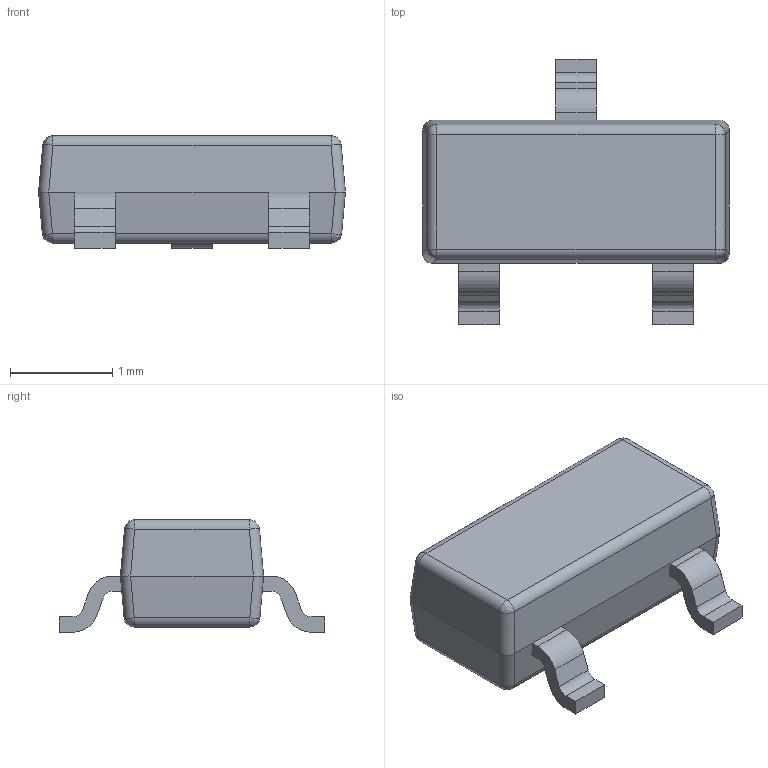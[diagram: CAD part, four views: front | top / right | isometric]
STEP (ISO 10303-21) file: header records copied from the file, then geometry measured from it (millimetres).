
FILE_DESCRIPTION (( 'STEP AP214' ), '1' );
FILE_NAME ('SOT23A.STEP', '2018-05-16T09:26:16', ( '' ), ( '' ), 'SwSTEP 2.0', 'SolidWorks 2017', '' );
FILE_SCHEMA (( 'AUTOMOTIVE_DESIGN' ));
Length unit declared in the file: inch
Products named in the file (1): SOT23A
Bounding box: 3 x 2.6 x 1.1 mm (x, y, z)
Volume: 4.4 mm3; surface area: 19.8 mm2
Topology: 4 solids, 4 shells, 76 faces, 180 edges, 104 vertices
Faces by surface type: plane 40, cylinder 28, bspline 8
Entity records: 2281 total; most frequent: CARTESIAN_POINT 541, ORIENTED_EDGE 344, DIRECTION 338, EDGE_CURVE 172, LINE 120, VECTOR 120, AXIS2_PLACEMENT_3D 109, VERTEX_POINT 104
